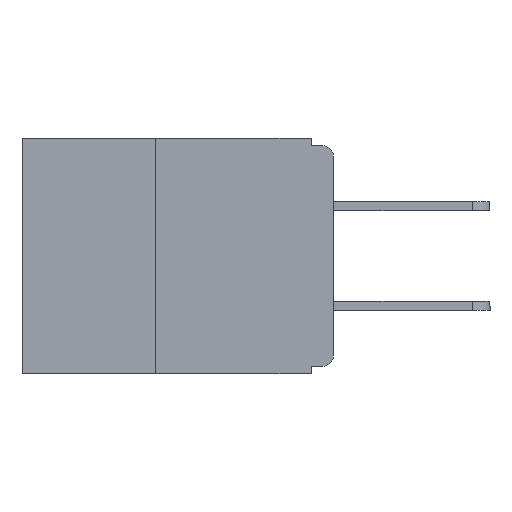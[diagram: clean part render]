
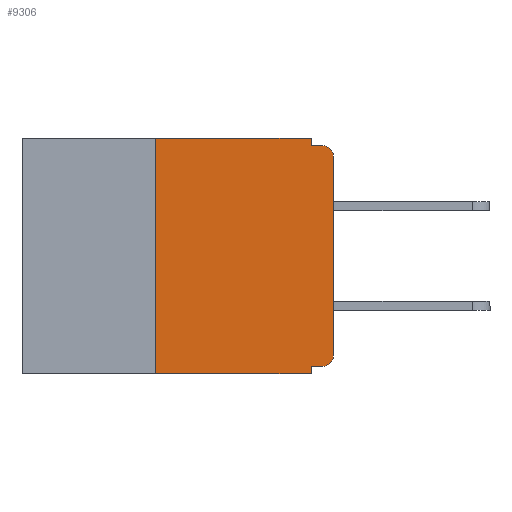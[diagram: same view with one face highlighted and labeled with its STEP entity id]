
A CAD part, left-side view. The second image highlights one B-rep face of the part: STEP entity #9306.
In plain terms, the highlighted planar face has unit normal (-1, 0, 0).
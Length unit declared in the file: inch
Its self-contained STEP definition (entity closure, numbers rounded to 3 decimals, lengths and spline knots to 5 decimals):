
#2 = CARTESIAN_POINT ( 'NONE',  ( 0., 0.25, 0. ) ) ;
#317 = EDGE_LOOP ( 'NONE', ( #17616, #7707, #4146, #622, #5929, #5023, #14886, #5910, #18367, #7868 ) ) ;
#622 = ORIENTED_EDGE ( 'NONE', *, *, #6707, .F. ) ;
#720 = VERTEX_POINT ( 'NONE', #10239 ) ;
#870 = VECTOR ( 'NONE', #15471, 39.37008 ) ;
#1910 = DIRECTION ( 'NONE',  ( 0., 0., -1. ) ) ;
#1977 = FACE_OUTER_BOUND ( 'NONE', #317, .T. ) ;
#2734 = EDGE_CURVE ( 'NONE', #6730, #5477, #9602, .T. ) ;
#2810 = AXIS2_PLACEMENT_3D ( 'NONE', #15897, #15857, #15833 ) ;
#3002 = VECTOR ( 'NONE', #13511, 39.37008 ) ;
#3129 = CARTESIAN_POINT ( 'NONE',  ( 0., 0., 0. ) ) ;
#3375 = EDGE_CURVE ( 'NONE', #720, #16179, #10280, .T. ) ;
#3519 = CARTESIAN_POINT ( 'NONE',  ( 0., 0.25, -0.33 ) ) ;
#3767 = DIRECTION ( 'NONE',  ( 0., 1., 0. ) ) ;
#4146 = ORIENTED_EDGE ( 'NONE', *, *, #18290, .F. ) ;
#4713 = CARTESIAN_POINT ( 'NONE',  ( 0., 0., -0.32 ) ) ;
#5023 = ORIENTED_EDGE ( 'NONE', *, *, #12632, .F. ) ;
#5171 = CARTESIAN_POINT ( 'NONE',  ( 0., 0.25, -0.33 ) ) ;
#5355 = CARTESIAN_POINT ( 'NONE',  ( 0., 0.437, -0.33 ) ) ;
#5446 = DIRECTION ( 'NONE',  ( 0., -1., 0. ) ) ;
#5477 = VERTEX_POINT ( 'NONE', #17190 ) ;
#5524 = VECTOR ( 'NONE', #8832, 39.37008 ) ;
#5595 = AXIS2_PLACEMENT_3D ( 'NONE', #7082, #7000, #6958 ) ;
#5910 = ORIENTED_EDGE ( 'NONE', *, *, #2734, .F. ) ;
#5929 = ORIENTED_EDGE ( 'NONE', *, *, #7490, .F. ) ;
#6008 = LINE ( 'NONE', #5355, #10011 ) ;
#6096 = CARTESIAN_POINT ( 'NONE',  ( 0., 0.015, -0.01 ) ) ;
#6527 = LINE ( 'NONE', #3129, #3002 ) ;
#6707 = EDGE_CURVE ( 'NONE', #18419, #8234, #7489, .T. ) ;
#6730 = VERTEX_POINT ( 'NONE', #12309 ) ;
#6743 = CARTESIAN_POINT ( 'NONE',  ( 0., 0.031, -0.01 ) ) ;
#6763 = CARTESIAN_POINT ( 'NONE',  ( 0., 0.031, -0.33 ) ) ;
#6958 = DIRECTION ( 'NONE',  ( 0., 0., -1. ) ) ;
#7000 = DIRECTION ( 'NONE',  ( 1., 0., 0. ) ) ;
#7054 = EDGE_CURVE ( 'NONE', #720, #6730, #8889, .T. ) ;
#7065 = PLANE ( 'NONE',  #5595 ) ;
#7082 = CARTESIAN_POINT ( 'NONE',  ( 0., 0.437, 0. ) ) ;
#7445 = EDGE_CURVE ( 'NONE', #17541, #16601, #16960, .T. ) ;
#7489 = LINE ( 'NONE', #13755, #18064 ) ;
#7490 = EDGE_CURVE ( 'NONE', #16067, #18419, #17415, .T. ) ;
#7652 = CARTESIAN_POINT ( 'NONE',  ( 0., 0.031, 0. ) ) ;
#7707 = ORIENTED_EDGE ( 'NONE', *, *, #7445, .T. ) ;
#7868 = ORIENTED_EDGE ( 'NONE', *, *, #3375, .T. ) ;
#8234 = VERTEX_POINT ( 'NONE', #6743 ) ;
#8338 = EDGE_CURVE ( 'NONE', #8496, #5477, #6008, .T. ) ;
#8496 = VERTEX_POINT ( 'NONE', #3519 ) ;
#8832 = DIRECTION ( 'NONE',  ( 0., -1., 0. ) ) ;
#8889 = LINE ( 'NONE', #4713, #16108 ) ;
#9167 = VECTOR ( 'NONE', #1910, 39.37008 ) ;
#9306 = ADVANCED_FACE ( 'NONE', ( #1977 ), #7065, .F. ) ;
#9602 = LINE ( 'NONE', #6763, #9167 ) ;
#10011 = VECTOR ( 'NONE', #5446, 39.37008 ) ;
#10239 = CARTESIAN_POINT ( 'NONE',  ( 0., 0.015, -0.32 ) ) ;
#10280 = CIRCLE ( 'NONE', #10795, 0.015 ) ;
#10574 = DIRECTION ( 'NONE',  ( -1., 0., 0. ) ) ;
#10615 = CARTESIAN_POINT ( 'NONE',  ( 0., 0.015, -0.305 ) ) ;
#10795 = AXIS2_PLACEMENT_3D ( 'NONE', #10615, #10574, #16102 ) ;
#11216 = LINE ( 'NONE', #5171, #14973 ) ;
#12309 = CARTESIAN_POINT ( 'NONE',  ( 0., 0.031, -0.32 ) ) ;
#12320 = CARTESIAN_POINT ( 'NONE',  ( 0., 0., -0.305 ) ) ;
#12632 = EDGE_CURVE ( 'NONE', #8496, #16067, #11216, .T. ) ;
#12900 = EDGE_CURVE ( 'NONE', #16179, #17541, #6527, .T. ) ;
#13511 = DIRECTION ( 'NONE',  ( 0., 0., 1. ) ) ;
#13568 = DIRECTION ( 'NONE',  ( 0., 0., -1. ) ) ;
#13755 = CARTESIAN_POINT ( 'NONE',  ( 0., 0.031, 0. ) ) ;
#14886 = ORIENTED_EDGE ( 'NONE', *, *, #8338, .T. ) ;
#14973 = VECTOR ( 'NONE', #18244, 39.37008 ) ;
#15471 = DIRECTION ( 'NONE',  ( 0., -1., 0. ) ) ;
#15524 = CARTESIAN_POINT ( 'NONE',  ( 0., 0.437, 0. ) ) ;
#15833 = DIRECTION ( 'NONE',  ( 0., 0., -1. ) ) ;
#15857 = DIRECTION ( 'NONE',  ( -1., 0., 0. ) ) ;
#15897 = CARTESIAN_POINT ( 'NONE',  ( 0., 0.015, -0.025 ) ) ;
#16067 = VERTEX_POINT ( 'NONE', #2 ) ;
#16086 = CARTESIAN_POINT ( 'NONE',  ( 0., 0., -0.01 ) ) ;
#16102 = DIRECTION ( 'NONE',  ( 0., 0., -1. ) ) ;
#16108 = VECTOR ( 'NONE', #3767, 39.37008 ) ;
#16179 = VERTEX_POINT ( 'NONE', #12320 ) ;
#16601 = VERTEX_POINT ( 'NONE', #6096 ) ;
#16960 = CIRCLE ( 'NONE', #2810, 0.015 ) ;
#17160 = CARTESIAN_POINT ( 'NONE',  ( 0., 0., -0.025 ) ) ;
#17169 = LINE ( 'NONE', #16086, #5524 ) ;
#17190 = CARTESIAN_POINT ( 'NONE',  ( 0., 0.031, -0.33 ) ) ;
#17415 = LINE ( 'NONE', #15524, #870 ) ;
#17541 = VERTEX_POINT ( 'NONE', #17160 ) ;
#17616 = ORIENTED_EDGE ( 'NONE', *, *, #12900, .T. ) ;
#18064 = VECTOR ( 'NONE', #13568, 39.37008 ) ;
#18244 = DIRECTION ( 'NONE',  ( 0., 0., 1. ) ) ;
#18290 = EDGE_CURVE ( 'NONE', #8234, #16601, #17169, .T. ) ;
#18367 = ORIENTED_EDGE ( 'NONE', *, *, #7054, .F. ) ;
#18419 = VERTEX_POINT ( 'NONE', #7652 ) ;
